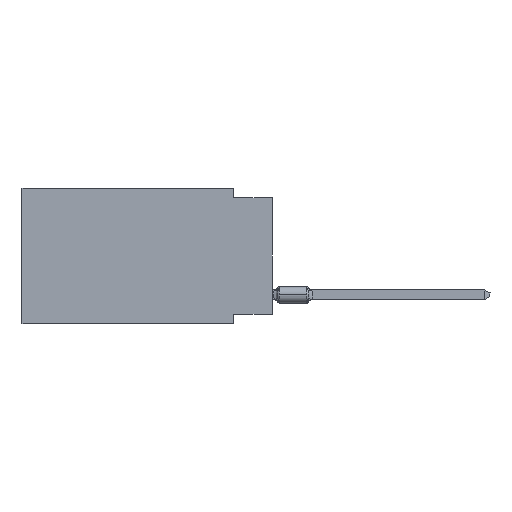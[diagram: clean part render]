
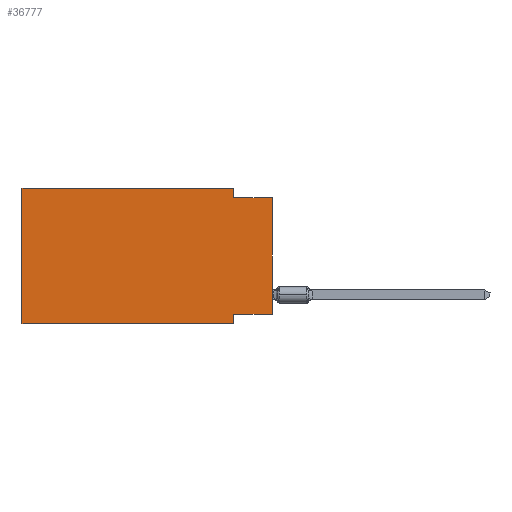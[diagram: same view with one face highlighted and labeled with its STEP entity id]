
A CAD part, left-side view. The second image highlights one B-rep face of the part: STEP entity #36777.
In plain terms, the highlighted planar face has unit normal (-1, 0, 0).
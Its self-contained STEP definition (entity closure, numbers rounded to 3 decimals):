
#901 = CARTESIAN_POINT ( 'NONE',  ( 0., 16.383, 0. ) ) ;
#2050 = LINE ( 'NONE', #21898, #13481 ) ;
#4207 = LINE ( 'NONE', #901, #40790 ) ;
#4427 = CARTESIAN_POINT ( 'NONE',  ( 0., 2.54, 0. ) ) ;
#4637 = LINE ( 'NONE', #4427, #17134 ) ;
#5492 = CARTESIAN_POINT ( 'NONE',  ( 0., 0., -8.255 ) ) ;
#6025 = DIRECTION ( 'NONE',  ( 0., -1., 0. ) ) ;
#9445 = DIRECTION ( 'NONE',  ( 0., 0., 1. ) ) ;
#10189 = LINE ( 'NONE', #37538, #12749 ) ;
#10394 = DIRECTION ( 'NONE',  ( 0., -1., 0. ) ) ;
#10598 = EDGE_LOOP ( 'NONE', ( #20381, #24886, #12748, #28587, #11088, #33915, #32393, #41286 ) ) ;
#11088 = ORIENTED_EDGE ( 'NONE', *, *, #17259, .F. ) ;
#11762 = DIRECTION ( 'NONE',  ( 0., 0., 1. ) ) ;
#11868 = CARTESIAN_POINT ( 'NONE',  ( 0., 16.383, 0. ) ) ;
#12090 = DIRECTION ( 'NONE',  ( 1., 0., 0. ) ) ;
#12516 = LINE ( 'NONE', #36571, #13126 ) ;
#12748 = ORIENTED_EDGE ( 'NONE', *, *, #27134, .F. ) ;
#12749 = VECTOR ( 'NONE', #40830, 1000. ) ;
#12857 = VERTEX_POINT ( 'NONE', #38661 ) ;
#13075 = VERTEX_POINT ( 'NONE', #37106 ) ;
#13091 = VERTEX_POINT ( 'NONE', #33798 ) ;
#13126 = VECTOR ( 'NONE', #9445, 1000. ) ;
#13481 = VECTOR ( 'NONE', #11762, 1000. ) ;
#16046 = VECTOR ( 'NONE', #43197, 1000. ) ;
#17134 = VECTOR ( 'NONE', #41264, 1000. ) ;
#17259 = EDGE_CURVE ( 'NONE', #13091, #27894, #12516, .T. ) ;
#17738 = AXIS2_PLACEMENT_3D ( 'NONE', #11868, #12090, #32385 ) ;
#18727 = DIRECTION ( 'NONE',  ( 0., 1., 0. ) ) ;
#19344 = CARTESIAN_POINT ( 'NONE',  ( 0., 0., -8.255 ) ) ;
#19391 = LINE ( 'NONE', #5492, #22768 ) ;
#19994 = VERTEX_POINT ( 'NONE', #19344 ) ;
#20381 = ORIENTED_EDGE ( 'NONE', *, *, #35923, .T. ) ;
#20405 = CARTESIAN_POINT ( 'NONE',  ( 0., 0., -0.635 ) ) ;
#21898 = CARTESIAN_POINT ( 'NONE',  ( 0., 0., 0. ) ) ;
#22144 = CARTESIAN_POINT ( 'NONE',  ( 0., 16.383, 0. ) ) ;
#22186 = CARTESIAN_POINT ( 'NONE',  ( 0., 2.54, -8.255 ) ) ;
#22768 = VECTOR ( 'NONE', #18727, 1000. ) ;
#23118 = VERTEX_POINT ( 'NONE', #24389 ) ;
#23271 = VERTEX_POINT ( 'NONE', #25467 ) ;
#24389 = CARTESIAN_POINT ( 'NONE',  ( 0., 2.54, -8.89 ) ) ;
#24886 = ORIENTED_EDGE ( 'NONE', *, *, #40351, .F. ) ;
#25467 = CARTESIAN_POINT ( 'NONE',  ( 0., 0., -0.635 ) ) ;
#25558 = PLANE ( 'NONE',  #17738 ) ;
#25608 = EDGE_CURVE ( 'NONE', #19994, #29398, #19391, .T. ) ;
#27134 = EDGE_CURVE ( 'NONE', #12857, #13075, #4637, .T. ) ;
#27189 = LINE ( 'NONE', #40634, #34411 ) ;
#27894 = VERTEX_POINT ( 'NONE', #22144 ) ;
#28587 = ORIENTED_EDGE ( 'NONE', *, *, #38499, .F. ) ;
#29398 = VERTEX_POINT ( 'NONE', #22186 ) ;
#32385 = DIRECTION ( 'NONE',  ( 0., 0., -1. ) ) ;
#32393 = ORIENTED_EDGE ( 'NONE', *, *, #43481, .F. ) ;
#33798 = CARTESIAN_POINT ( 'NONE',  ( 0., 16.383, -8.89 ) ) ;
#33915 = ORIENTED_EDGE ( 'NONE', *, *, #39478, .T. ) ;
#34411 = VECTOR ( 'NONE', #6025, 1000. ) ;
#35923 = EDGE_CURVE ( 'NONE', #19994, #23271, #2050, .T. ) ;
#36571 = CARTESIAN_POINT ( 'NONE',  ( 0., 16.383, 0. ) ) ;
#36777 = ADVANCED_FACE ( 'NONE', ( #38782 ), #25558, .F. ) ;
#37106 = CARTESIAN_POINT ( 'NONE',  ( 0., 2.54, -0.635 ) ) ;
#37538 = CARTESIAN_POINT ( 'NONE',  ( 0., 2.54, -8.89 ) ) ;
#38499 = EDGE_CURVE ( 'NONE', #27894, #12857, #4207, .T. ) ;
#38661 = CARTESIAN_POINT ( 'NONE',  ( 0., 2.54, 0. ) ) ;
#38782 = FACE_OUTER_BOUND ( 'NONE', #10598, .T. ) ;
#39478 = EDGE_CURVE ( 'NONE', #13091, #23118, #27189, .T. ) ;
#40351 = EDGE_CURVE ( 'NONE', #13075, #23271, #42967, .T. ) ;
#40634 = CARTESIAN_POINT ( 'NONE',  ( 0., 16.383, -8.89 ) ) ;
#40790 = VECTOR ( 'NONE', #10394, 1000. ) ;
#40830 = DIRECTION ( 'NONE',  ( 0., 0., -1. ) ) ;
#41264 = DIRECTION ( 'NONE',  ( 0., 0., -1. ) ) ;
#41286 = ORIENTED_EDGE ( 'NONE', *, *, #25608, .F. ) ;
#42967 = LINE ( 'NONE', #20405, #16046 ) ;
#43197 = DIRECTION ( 'NONE',  ( 0., -1., 0. ) ) ;
#43481 = EDGE_CURVE ( 'NONE', #29398, #23118, #10189, .T. ) ;
